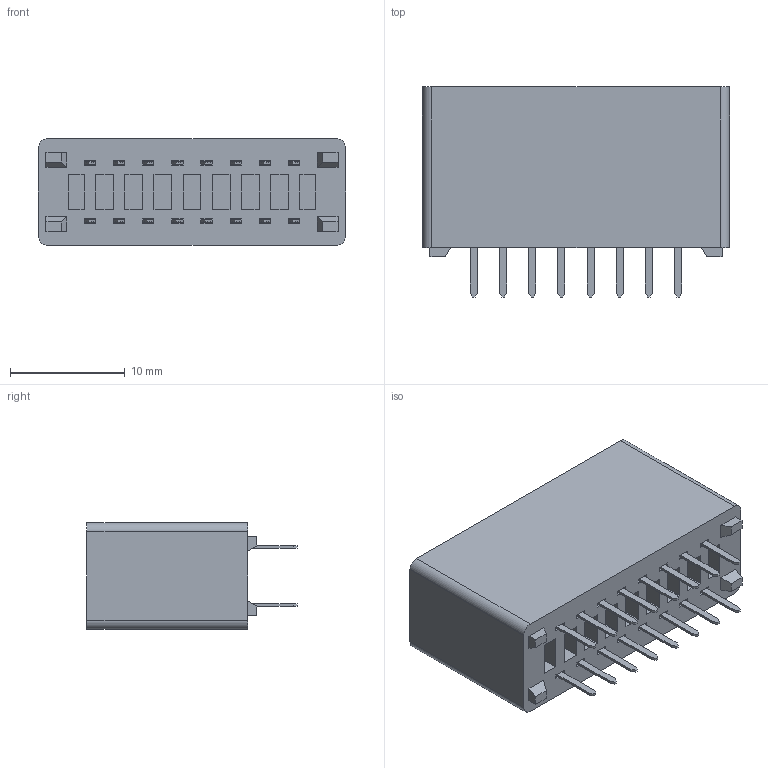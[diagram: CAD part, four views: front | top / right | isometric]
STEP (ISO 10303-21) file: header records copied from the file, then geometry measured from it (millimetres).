
FILE_DESCRIPTION(/* description */ ('STEP AP214'),/* implementation_level */ '2;1');
FILE_NAME(/* name */ 'edge-connector-16pin.step',/* time_stamp */ '2025-10-10T15:10:45+02:00',/* author */ (''),/* organization */ (''),/* preprocessor_version */ 'ST-DEVELOPER v20.1',/* originating_system */ 'Autodesk Translation Framework v14.17.0.0',/* authorisation */ '');
FILE_SCHEMA (('AUTOMOTIVE_DESIGN { 1 0 10303 214 3 1 1 }'));
Length unit declared in the file: millimetre
Products named in the file (3): Assem 10; Card Edge  Slot Connector casing; EDGE_CONN_PIN
Assembly tree (17 placements, depth 2):
  Assem 10
    Card Edge  Slot Connector casing
    EDGE_CONN_PIN  x16
Bounding box: 26.73 x 18.3 x 9.3 mm (x, y, z)
Volume: 2345.4 mm3; surface area: 4638.8 mm2
Topology: 17 solids, 17 shells, 2260 faces, 5256 edges, 2916 vertices
Faces by surface type: plane 1392, cylinder 644, sphere 128, bspline 96
Entity records: 13821 total; most frequent: CARTESIAN_POINT 2856, ORIENTED_EDGE 2308, DIRECTION 2110, EDGE_CURVE 1154, LINE 1054, VECTOR 1054, VERTEX_POINT 726, AXIS2_PLACEMENT_3D 528
